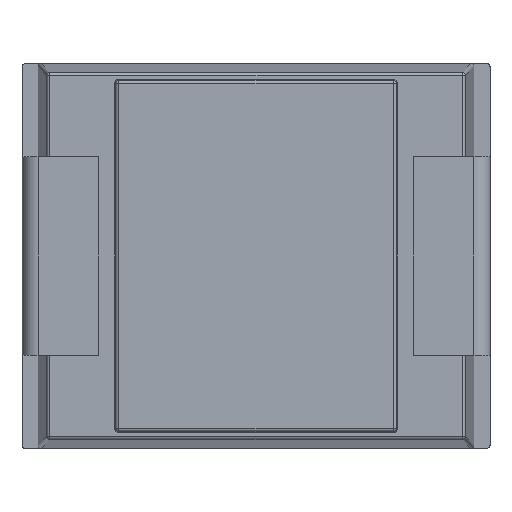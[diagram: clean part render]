
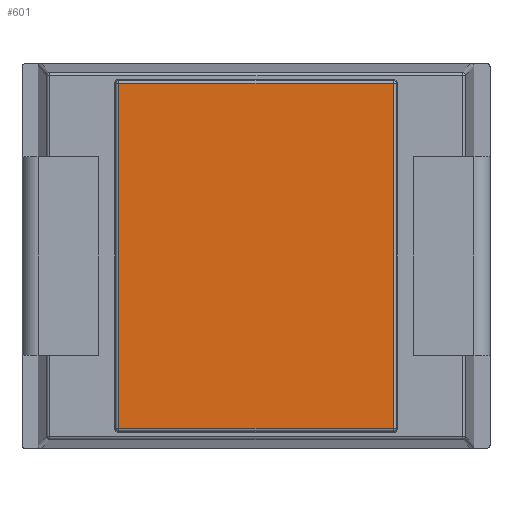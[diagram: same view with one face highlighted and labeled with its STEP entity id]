
A CAD part, front view. The second image highlights one B-rep face of the part: STEP entity #601.
In plain terms, the highlighted planar face has unit normal (0, -1, 0).
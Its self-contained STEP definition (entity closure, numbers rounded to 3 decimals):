
#7 = VECTOR ( 'NONE', #436, 1000. ) ;
#172 = VECTOR ( 'NONE', #577, 1000. ) ;
#243 = DIRECTION ( 'NONE',  ( -1., 0., 0. ) ) ;
#436 = DIRECTION ( 'NONE',  ( 1., 0., 0. ) ) ;
#492 = VERTEX_POINT ( 'NONE', #2084 ) ;
#566 = LINE ( 'NONE', #1177, #7 ) ;
#577 = DIRECTION ( 'NONE',  ( 0., 0., 1. ) ) ;
#601 = ADVANCED_FACE ( 'NONE', ( #932 ), #1011, .F. ) ;
#631 = EDGE_CURVE ( 'NONE', #1680, #1473, #820, .T. ) ;
#684 = ORIENTED_EDGE ( 'NONE', *, *, #782, .T. ) ;
#782 = EDGE_CURVE ( 'NONE', #1473, #492, #566, .T. ) ;
#820 = LINE ( 'NONE', #955, #1752 ) ;
#858 = DIRECTION ( 'NONE',  ( 0., 0., -1. ) ) ;
#932 = FACE_OUTER_BOUND ( 'NONE', #2194, .T. ) ;
#955 = CARTESIAN_POINT ( 'NONE',  ( -2.141, 0., 0. ) ) ;
#975 = DIRECTION ( 'NONE',  ( 0., 0., 1. ) ) ;
#984 = DIRECTION ( 'NONE',  ( 0., 1., 0. ) ) ;
#1011 = PLANE ( 'NONE',  #2063 ) ;
#1044 = CARTESIAN_POINT ( 'NONE',  ( 0., 0., 0. ) ) ;
#1101 = VERTEX_POINT ( 'NONE', #1547 ) ;
#1177 = CARTESIAN_POINT ( 'NONE',  ( 0., 0., -2.691 ) ) ;
#1253 = VECTOR ( 'NONE', #243, 1000. ) ;
#1392 = EDGE_CURVE ( 'NONE', #1101, #1680, #2188, .T. ) ;
#1450 = EDGE_CURVE ( 'NONE', #492, #1101, #1620, .T. ) ;
#1473 = VERTEX_POINT ( 'NONE', #2126 ) ;
#1500 = CARTESIAN_POINT ( 'NONE',  ( 0., 0., 2.691 ) ) ;
#1502 = ORIENTED_EDGE ( 'NONE', *, *, #631, .T. ) ;
#1547 = CARTESIAN_POINT ( 'NONE',  ( 2.141, 0., 2.691 ) ) ;
#1620 = LINE ( 'NONE', #1946, #172 ) ;
#1680 = VERTEX_POINT ( 'NONE', #2323 ) ;
#1752 = VECTOR ( 'NONE', #858, 1000. ) ;
#1946 = CARTESIAN_POINT ( 'NONE',  ( 2.141, 0., 0. ) ) ;
#1977 = ORIENTED_EDGE ( 'NONE', *, *, #1392, .T. ) ;
#2027 = ORIENTED_EDGE ( 'NONE', *, *, #1450, .T. ) ;
#2063 = AXIS2_PLACEMENT_3D ( 'NONE', #1044, #984, #975 ) ;
#2084 = CARTESIAN_POINT ( 'NONE',  ( 2.141, 0., -2.691 ) ) ;
#2126 = CARTESIAN_POINT ( 'NONE',  ( -2.141, 0., -2.691 ) ) ;
#2188 = LINE ( 'NONE', #1500, #1253 ) ;
#2194 = EDGE_LOOP ( 'NONE', ( #1502, #684, #2027, #1977 ) ) ;
#2323 = CARTESIAN_POINT ( 'NONE',  ( -2.141, 0., 2.691 ) ) ;
